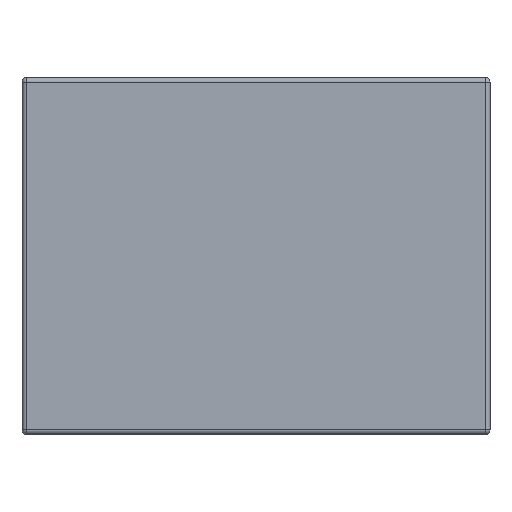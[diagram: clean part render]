
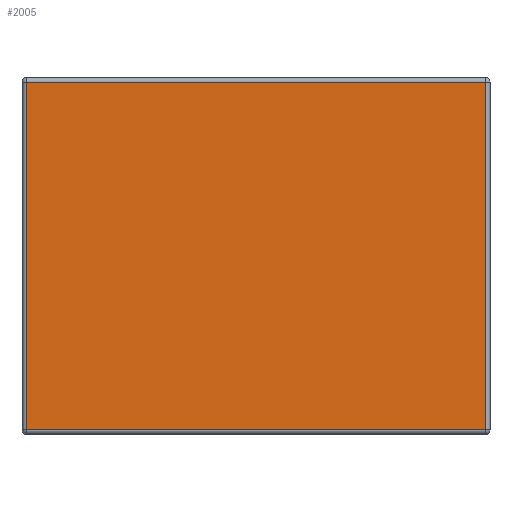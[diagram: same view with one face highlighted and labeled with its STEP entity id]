
A CAD part, front view. The second image highlights one B-rep face of the part: STEP entity #2005.
In plain terms, the highlighted planar face has unit normal (0, -1, 0).
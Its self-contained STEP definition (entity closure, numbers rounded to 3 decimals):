
#75=PLANE('',#2155);
#145=FACE_OUTER_BOUND('',#266,.T.);
#266=EDGE_LOOP('',(#1380,#1381,#1382,#1383));
#404=LINE('',#3064,#557);
#406=LINE('',#3072,#559);
#408=LINE('',#3082,#561);
#410=LINE('',#3091,#563);
#557=VECTOR('',#2395,10.);
#559=VECTOR('',#2403,10.);
#561=VECTOR('',#2415,10.);
#563=VECTOR('',#2427,10.);
#841=VERTEX_POINT('',#3057);
#844=VERTEX_POINT('',#3062);
#845=VERTEX_POINT('',#3066);
#848=VERTEX_POINT('',#3076);
#1036=EDGE_CURVE('',#844,#841,#404,.T.);
#1040=EDGE_CURVE('',#841,#845,#406,.T.);
#1045=EDGE_CURVE('',#845,#848,#408,.T.);
#1050=EDGE_CURVE('',#848,#844,#410,.T.);
#1380=ORIENTED_EDGE('',*,*,#1036,.F.);
#1381=ORIENTED_EDGE('',*,*,#1050,.F.);
#1382=ORIENTED_EDGE('',*,*,#1045,.F.);
#1383=ORIENTED_EDGE('',*,*,#1040,.F.);
#2005=ADVANCED_FACE('',(#145),#75,.T.);
#2155=AXIS2_PLACEMENT_3D('',#3114,#2455,#2456);
#2395=DIRECTION('',(0.,0.,-1.));
#2403=DIRECTION('',(-1.,0.,0.));
#2415=DIRECTION('',(0.,0.,1.));
#2427=DIRECTION('',(1.,0.,0.));
#2455=DIRECTION('center_axis',(0.,-1.,0.));
#2456=DIRECTION('ref_axis',(0.,0.,-1.));
#3057=CARTESIAN_POINT('',(31.296,-2.5,-32.771));
#3062=CARTESIAN_POINT('',(31.296,-2.5,29.629));
#3064=CARTESIAN_POINT('',(31.296,-2.5,14.429));
#3066=CARTESIAN_POINT('',(-51.104,-2.5,-32.771));
#3072=CARTESIAN_POINT('',(11.096,-2.5,-32.771));
#3076=CARTESIAN_POINT('',(-51.104,-2.5,29.629));
#3082=CARTESIAN_POINT('',(-51.104,-2.5,-17.571));
#3091=CARTESIAN_POINT('',(-30.904,-2.5,29.629));
#3114=CARTESIAN_POINT('Origin',(-9.904,-2.5,-1.571));
